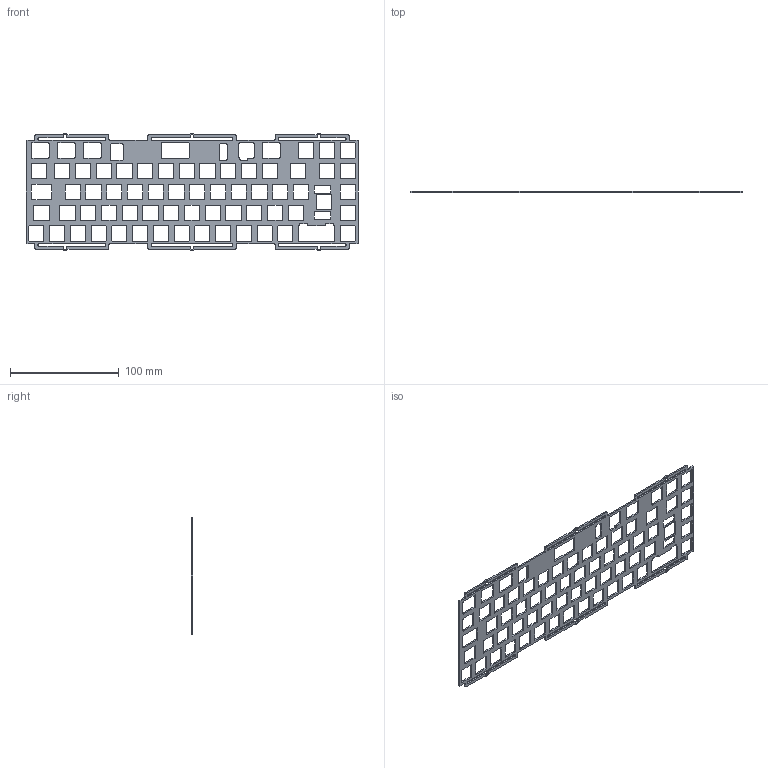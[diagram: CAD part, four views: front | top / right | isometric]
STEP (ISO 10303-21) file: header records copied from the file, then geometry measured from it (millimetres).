
FILE_DESCRIPTION(/* description */ (''),/* implementation_level */ '2;1');
FILE_NAME(/* name */ 'AIS_65_PLATE_ISO.step',/* time_stamp */ '2021-02-22T20:07:05+01:00',/* author */ (''),/* organization */ (''),/* preprocessor_version */ 'ST-DEVELOPER v18.1',/* originating_system */ 'Autodesk Translation Framework v9.7.1.1290',/* authorisation */ '');
FILE_SCHEMA (('AUTOMOTIVE_DESIGN { 1 0 10303 214 3 1 1 }'));
Length unit declared in the file: millimetre
Products named in the file (1): Aurora Input Series 65_Case Plate ISO
Bounding box: 304.8 x 1.5 x 107.6 mm (x, y, z)
Volume: 23629.9 mm3; surface area: 40074.5 mm2
Topology: 1 solids, 1 shells, 754 faces, 2256 edges, 1504 vertices
Faces by surface type: cylinder 388, plane 366
Entity records: 25961 total; most frequent: DIRECTION 4542, CARTESIAN_POINT 4515, ORIENTED_EDGE 4512, EDGE_CURVE 2256, AXIS2_PLACEMENT_3D 1531, VERTEX_POINT 1504, LINE 1480, VECTOR 1480
